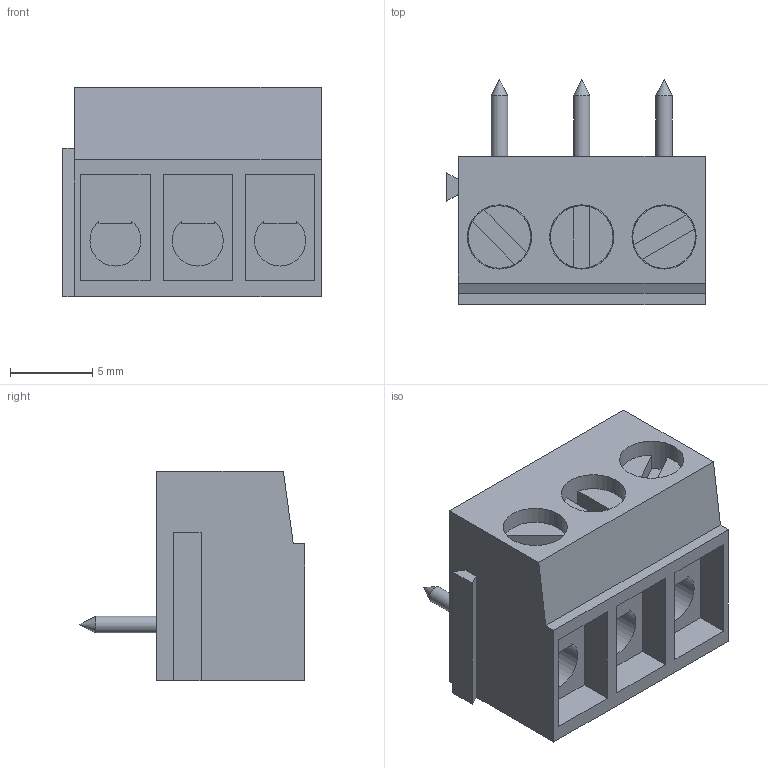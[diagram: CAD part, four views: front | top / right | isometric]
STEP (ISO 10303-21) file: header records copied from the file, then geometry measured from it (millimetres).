
FILE_DESCRIPTION( ( 'STEP AP203' ), '1' );
FILE_NAME( 'MHE163-5-H.stp', ' ', ( ' ' ), ( ' ' ), 'PSStep 15.0.49', 'VISI 20.0', ' ' );
FILE_SCHEMA( ( 'AUTOMOTIVE_DESIGN { 1 0 10303 214 1 1 1 1 }' ) );
Length unit declared in the file: millimetre
Products named in the file (1): 1
Bounding box: 15.7 x 13.7 x 12.7 mm (x, y, z)
Volume: 1371.6 mm3; surface area: 1367.4 mm2
Topology: 1 solids, 1 shells, 72 faces, 174 edges, 116 vertices
Faces by surface type: plane 57, cylinder 12, cone 3
Full cylindrical faces by diameter (mm): 1 x3, 3.8 x3, 3.9 x3
Entity records: 2555 total; most frequent: CARTESIAN_POINT 336, DIRECTION 332, ORIENTED_EDGE 306, EDGE_CURVE 153, LINE 120, VECTOR 120, VERTEX_POINT 110, AXIS2_PLACEMENT_3D 106
